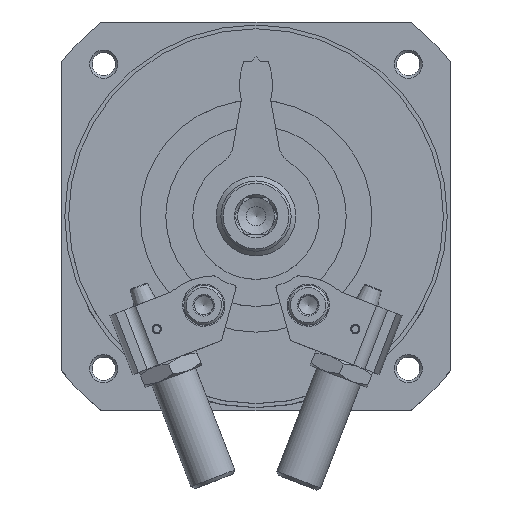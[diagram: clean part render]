
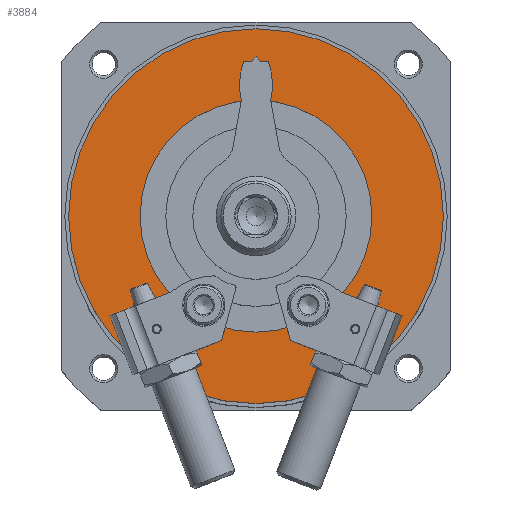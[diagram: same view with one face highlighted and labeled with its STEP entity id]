
A CAD part, top view. The second image highlights one B-rep face of the part: STEP entity #3884.
In plain terms, the highlighted face is planar.
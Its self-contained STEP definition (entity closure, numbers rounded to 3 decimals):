
#168=PLANE('',#4502);
#829=ORIENTED_EDGE('',*,*,#1799,.F.);
#830=ORIENTED_EDGE('',*,*,#1800,.T.);
#1799=EDGE_CURVE('',#2294,#2294,#2668,.T.);
#1800=EDGE_CURVE('',#2295,#2295,#2669,.T.);
#2294=VERTEX_POINT('',#6441);
#2295=VERTEX_POINT('',#6443);
#2668=CIRCLE('',#4503,40.);
#2669=CIRCLE('',#4504,24.75);
#2939=EDGE_LOOP('',(#829));
#2940=EDGE_LOOP('',(#830));
#3374=FACE_BOUND('',#2939,.T.);
#3375=FACE_BOUND('',#2940,.T.);
#3884=ADVANCED_FACE('',(#3374,#3375),#168,.F.);
#4502=AXIS2_PLACEMENT_3D('',#6439,#5124,#5125);
#4503=AXIS2_PLACEMENT_3D('',#6440,#5126,#5127);
#4504=AXIS2_PLACEMENT_3D('',#6442,#5128,#5129);
#5124=DIRECTION('',(1.,0.,0.));
#5125=DIRECTION('',(0.,0.,-1.));
#5126=DIRECTION('',(1.,0.,0.));
#5127=DIRECTION('',(0.,0.,-1.));
#5128=DIRECTION('',(1.,0.,0.));
#5129=DIRECTION('',(0.,0.,-1.));
#6439=CARTESIAN_POINT('',(-44.5,0.,0.));
#6440=CARTESIAN_POINT('',(-44.5,0.,0.));
#6441=CARTESIAN_POINT('',(-44.5,0.,-40.));
#6442=CARTESIAN_POINT('',(-44.5,0.,0.));
#6443=CARTESIAN_POINT('',(-44.5,0.,-24.75));
